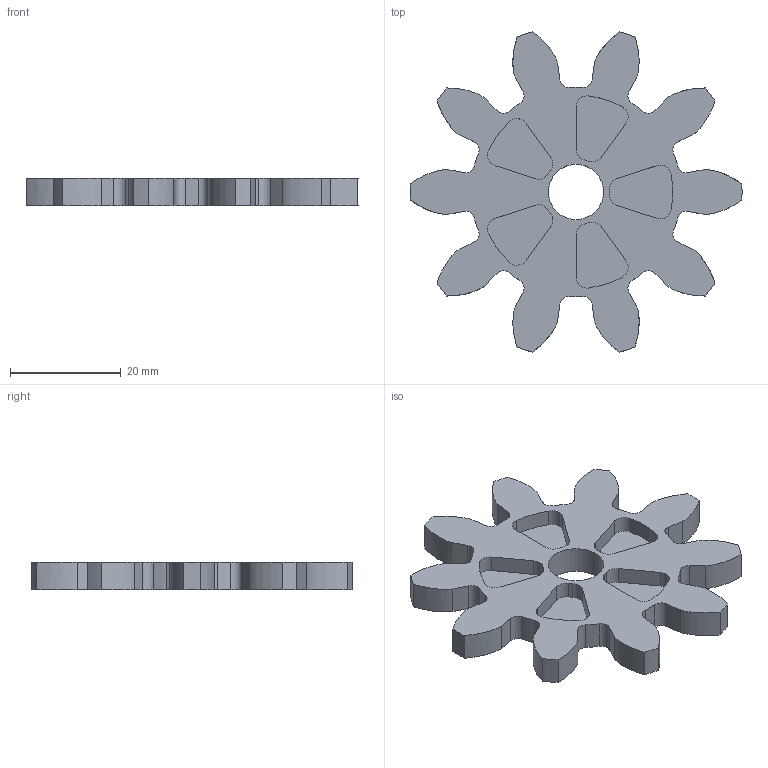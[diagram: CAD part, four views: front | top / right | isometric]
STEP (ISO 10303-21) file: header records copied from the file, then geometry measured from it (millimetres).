
FILE_DESCRIPTION(/* description */ (''),/* implementation_level */ '2;1');
FILE_NAME(/* name */ '',/* time_stamp */ '2026-01-15T23:33:22+09:00',/* author */ (''),/* organization */ (''),/* preprocessor_version */ 'ST-DEVELOPER v20.1',/* originating_system */ 'Autodesk Translation Framework v14.21.0.0',/* authorisation */ '');
FILE_SCHEMA (('AUTOMOTIVE_DESIGN { 1 0 10303 214 3 1 1 }'));
Length unit declared in the file: millimetre
Products named in the file (2): (未保存); Spur Gear (10 teeth)
Assembly tree (1 placements, depth 2):
  (未保存)
    Spur Gear (10 teeth)
Bounding box: 59.99 x 57.9 x 5 mm (x, y, z)
Volume: 7788.9 mm3; surface area: 5832.3 mm2
Topology: 1 solids, 1 shells, 128 faces, 363 edges, 242 vertices
Faces by surface type: cylinder 71, plane 37, bspline 20
Full cylindrical faces by diameter (mm): 10 x1
Entity records: 10006 total; most frequent: CARTESIAN_POINT 6676, ORIENTED_EDGE 726, DIRECTION 687, EDGE_CURVE 363, AXIS2_PLACEMENT_3D 253, VERTEX_POINT 242, LINE 181, VECTOR 181
